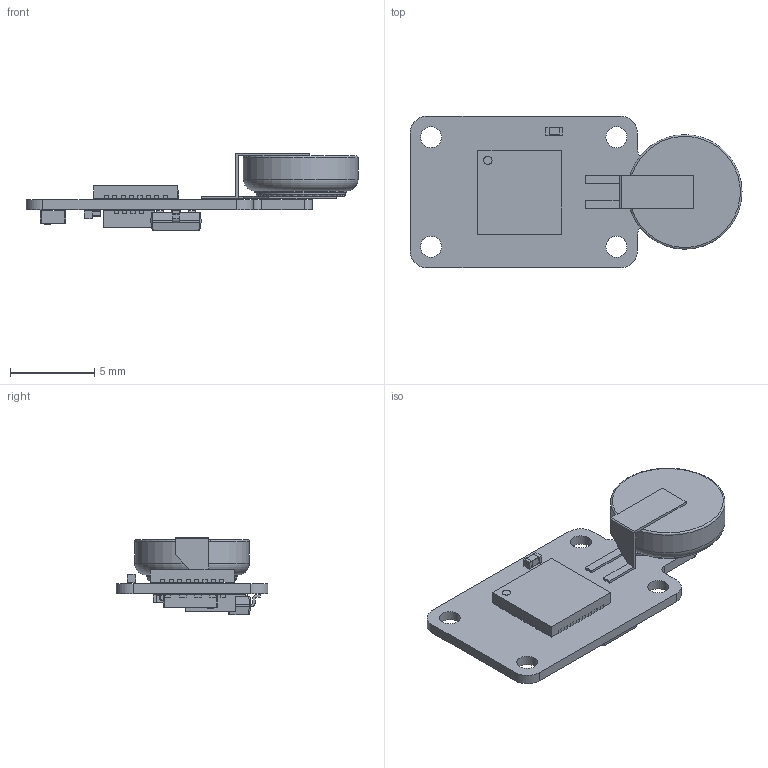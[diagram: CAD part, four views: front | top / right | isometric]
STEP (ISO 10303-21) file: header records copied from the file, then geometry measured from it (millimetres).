
FILE_DESCRIPTION(('KiCad electronic assembly'),'2;1');
FILE_NAME('BitTagv7.step','2025-09-15T13:08:54',('Pcbnew'),('Kicad'), 'Open CASCADE STEP processor 7.6','KiCad to STEP converter','Unknown' );
FILE_SCHEMA(('AUTOMOTIVE_DESIGN { 1 0 10303 214 1 1 1 1 }'));
Length unit declared in the file: millimetre
Products named in the file (18): BitTagv7 1; BatteryHolder_Seiko_MS621F; Seiko_MS621F; QFN-32-1EP_5x5mm_P0.5mm_EP3.45x3.45mm; QFN-32-1EP_5x5mm_Pitch0.5mm; C_0402_1005Metric; LGA-16_3x3mm_P0.5mm; LGA_16_3x3mm_P05mm; RV-3028-C7; ASSEMBLY; R_0402_1005Metric; D_SOD-923; D_SOD_923; D_SOT-23; D_SOT_23; _autosave-BitTagv7_PCB
Assembly tree (23 placements, depth 3):
  BitTagv7 1
    BatteryHolder_Seiko_MS621F  x2
      Seiko_MS621F
    QFN-32-1EP_5x5mm_P0.5mm_EP3.45x3.45mm
      QFN-32-1EP_5x5mm_Pitch0.5mm
    C_0402_1005Metric  x6
      C_0402_1005Metric
    LGA-16_3x3mm_P0.5mm
      LGA_16_3x3mm_P05mm
    RV-3028-C7
      ASSEMBLY
    R_0402_1005Metric
      R_0402_1005Metric
    D_SOD-923
      D_SOD_923
    D_SOT-23
      D_SOT_23
    _autosave-BitTagv7_PCB
Bounding box: 19.7 x 9 x 4.6 mm (x, y, z)
Volume: 284.5 mm3; surface area: 737.2 mm2
Topology: 25 solids, 25 shells, 778 faces, 2050 edges, 1342 vertices
Faces by surface type: plane 573, cylinder 160, bspline 37, torus 8
Full cylindrical faces by diameter (mm): 0.35 x1, 0.5 x1, 1.25 x4, 5.304 x2, 5.44 x2, 6.8 x2
Entity records: 22454 total; most frequent: CARTESIAN_POINT 3469, ORIENTED_EDGE 3228, DIRECTION 2960, EDGE_CURVE 1614, LINE 1366, VECTOR 1366, VERTEX_POINT 1054, AXIS2_PLACEMENT_3D 797
